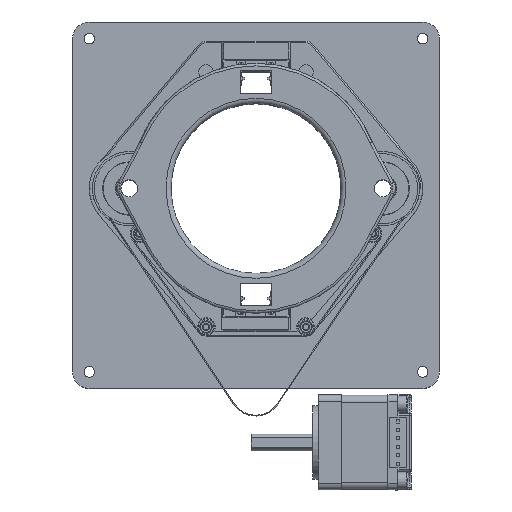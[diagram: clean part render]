
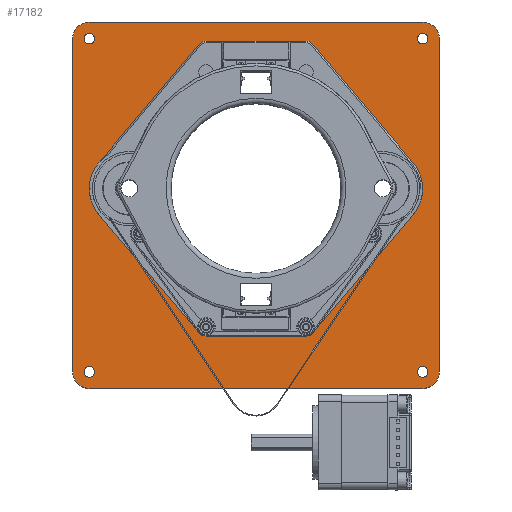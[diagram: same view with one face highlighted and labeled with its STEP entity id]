
A CAD part, top view. The second image highlights one B-rep face of the part: STEP entity #17182.
In plain terms, the highlighted planar face has unit normal (0, 0, 1).
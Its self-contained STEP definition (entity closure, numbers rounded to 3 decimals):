
#1041=PLANE('',#19143);
#2201=LINE('',#34952,#3490);
#2258=LINE('',#35134,#3547);
#2262=LINE('',#35146,#3551);
#2266=LINE('',#35158,#3555);
#2271=LINE('',#35170,#3560);
#2273=LINE('',#35176,#3562);
#2274=LINE('',#35183,#3563);
#2275=LINE('',#35187,#3564);
#2276=LINE('',#35191,#3565);
#2277=LINE('',#35195,#3566);
#3490=VECTOR('',#23782,10.);
#3547=VECTOR('',#23989,10.);
#3551=VECTOR('',#24001,10.);
#3555=VECTOR('',#24013,10.);
#3560=VECTOR('',#24026,10.);
#3562=VECTOR('',#24034,10.);
#3563=VECTOR('',#24043,10.);
#3564=VECTOR('',#24046,10.);
#3565=VECTOR('',#24049,10.);
#3566=VECTOR('',#24052,10.);
#4221=FACE_BOUND('',#6229,.T.);
#4222=FACE_BOUND('',#6230,.T.);
#4223=FACE_BOUND('',#6231,.T.);
#4224=FACE_BOUND('',#6232,.T.);
#4225=FACE_BOUND('',#6233,.T.);
#5123=FACE_OUTER_BOUND('',#6228,.T.);
#6228=EDGE_LOOP('',(#15946,#15947,#15948,#15949,#15950,#15951,#15952,#15953));
#6229=EDGE_LOOP('',(#15954));
#6230=EDGE_LOOP('',(#15955));
#6231=EDGE_LOOP('',(#15956));
#6232=EDGE_LOOP('',(#15957));
#6233=EDGE_LOOP('',(#15958,#15959,#15960,#15961,#15962,#15963,#15964,#15965,
#15966,#15967,#15968,#15969));
#7139=CIRCLE('',#19048,2.75);
#7141=CIRCLE('',#19052,12.);
#7172=CIRCLE('',#19126,2.75);
#7174=CIRCLE('',#19130,2.75);
#7176=CIRCLE('',#19134,12.);
#7178=CIRCLE('',#19138,2.75);
#7181=CIRCLE('',#19144,5.);
#7182=CIRCLE('',#19145,5.);
#7183=CIRCLE('',#19146,5.);
#7184=CIRCLE('',#19147,5.);
#7185=CIRCLE('',#19148,1.6);
#7186=CIRCLE('',#19149,1.6);
#7187=CIRCLE('',#19150,1.6);
#7188=CIRCLE('',#19151,1.6);
#8743=VERTEX_POINT('',#34944);
#8744=VERTEX_POINT('',#34946);
#8745=VERTEX_POINT('',#34950);
#8748=VERTEX_POINT('',#34958);
#8795=VERTEX_POINT('',#35133);
#8797=VERTEX_POINT('',#35139);
#8799=VERTEX_POINT('',#35145);
#8801=VERTEX_POINT('',#35151);
#8803=VERTEX_POINT('',#35157);
#8805=VERTEX_POINT('',#35163);
#8806=VERTEX_POINT('',#35168);
#8807=VERTEX_POINT('',#35172);
#8808=VERTEX_POINT('',#35181);
#8809=VERTEX_POINT('',#35182);
#8810=VERTEX_POINT('',#35184);
#8811=VERTEX_POINT('',#35186);
#8812=VERTEX_POINT('',#35188);
#8813=VERTEX_POINT('',#35190);
#8814=VERTEX_POINT('',#35192);
#8815=VERTEX_POINT('',#35194);
#8816=VERTEX_POINT('',#35197);
#8817=VERTEX_POINT('',#35199);
#8818=VERTEX_POINT('',#35201);
#8819=VERTEX_POINT('',#35203);
#11099=EDGE_CURVE('',#8744,#8743,#7139,.T.);
#11102=EDGE_CURVE('',#8743,#8745,#2201,.T.);
#11106=EDGE_CURVE('',#8745,#8748,#7141,.T.);
#11191=EDGE_CURVE('',#8748,#8795,#2258,.T.);
#11194=EDGE_CURVE('',#8795,#8797,#7172,.T.);
#11197=EDGE_CURVE('',#8797,#8799,#2262,.T.);
#11200=EDGE_CURVE('',#8799,#8801,#7174,.T.);
#11203=EDGE_CURVE('',#8801,#8803,#2266,.T.);
#11206=EDGE_CURVE('',#8803,#8805,#7176,.T.);
#11210=EDGE_CURVE('',#8805,#8806,#2271,.T.);
#11212=EDGE_CURVE('',#8806,#8807,#7178,.T.);
#11213=EDGE_CURVE('',#8807,#8744,#2273,.T.);
#11216=EDGE_CURVE('',#8808,#8809,#2274,.T.);
#11217=EDGE_CURVE('',#8809,#8810,#7181,.T.);
#11218=EDGE_CURVE('',#8810,#8811,#2275,.T.);
#11219=EDGE_CURVE('',#8811,#8812,#7182,.T.);
#11220=EDGE_CURVE('',#8812,#8813,#2276,.T.);
#11221=EDGE_CURVE('',#8813,#8814,#7183,.T.);
#11222=EDGE_CURVE('',#8814,#8815,#2277,.T.);
#11223=EDGE_CURVE('',#8815,#8808,#7184,.T.);
#11224=EDGE_CURVE('',#8816,#8816,#7185,.T.);
#11225=EDGE_CURVE('',#8817,#8817,#7186,.T.);
#11226=EDGE_CURVE('',#8818,#8818,#7187,.T.);
#11227=EDGE_CURVE('',#8819,#8819,#7188,.T.);
#15946=ORIENTED_EDGE('',*,*,#11216,.T.);
#15947=ORIENTED_EDGE('',*,*,#11217,.T.);
#15948=ORIENTED_EDGE('',*,*,#11218,.T.);
#15949=ORIENTED_EDGE('',*,*,#11219,.T.);
#15950=ORIENTED_EDGE('',*,*,#11220,.T.);
#15951=ORIENTED_EDGE('',*,*,#11221,.T.);
#15952=ORIENTED_EDGE('',*,*,#11222,.T.);
#15953=ORIENTED_EDGE('',*,*,#11223,.T.);
#15954=ORIENTED_EDGE('',*,*,#11224,.T.);
#15955=ORIENTED_EDGE('',*,*,#11225,.T.);
#15956=ORIENTED_EDGE('',*,*,#11226,.T.);
#15957=ORIENTED_EDGE('',*,*,#11227,.T.);
#15958=ORIENTED_EDGE('',*,*,#11106,.T.);
#15959=ORIENTED_EDGE('',*,*,#11191,.T.);
#15960=ORIENTED_EDGE('',*,*,#11194,.T.);
#15961=ORIENTED_EDGE('',*,*,#11197,.T.);
#15962=ORIENTED_EDGE('',*,*,#11200,.T.);
#15963=ORIENTED_EDGE('',*,*,#11203,.T.);
#15964=ORIENTED_EDGE('',*,*,#11206,.T.);
#15965=ORIENTED_EDGE('',*,*,#11210,.T.);
#15966=ORIENTED_EDGE('',*,*,#11212,.T.);
#15967=ORIENTED_EDGE('',*,*,#11213,.T.);
#15968=ORIENTED_EDGE('',*,*,#11099,.T.);
#15969=ORIENTED_EDGE('',*,*,#11102,.T.);
#17182=ADVANCED_FACE('',(#5123,#4221,#4222,#4223,#4224,#4225),#1041,.T.);
#19048=AXIS2_PLACEMENT_3D('',#34947,#23776,#23777);
#19052=AXIS2_PLACEMENT_3D('',#34960,#23789,#23790);
#19126=AXIS2_PLACEMENT_3D('',#35140,#23994,#23995);
#19130=AXIS2_PLACEMENT_3D('',#35152,#24006,#24007);
#19134=AXIS2_PLACEMENT_3D('',#35164,#24018,#24019);
#19138=AXIS2_PLACEMENT_3D('',#35174,#24030,#24031);
#19143=AXIS2_PLACEMENT_3D('',#35180,#24041,#24042);
#19144=AXIS2_PLACEMENT_3D('',#35185,#24044,#24045);
#19145=AXIS2_PLACEMENT_3D('',#35189,#24047,#24048);
#19146=AXIS2_PLACEMENT_3D('',#35193,#24050,#24051);
#19147=AXIS2_PLACEMENT_3D('',#35196,#24053,#24054);
#19148=AXIS2_PLACEMENT_3D('',#35198,#24055,#24056);
#19149=AXIS2_PLACEMENT_3D('',#35200,#24057,#24058);
#19150=AXIS2_PLACEMENT_3D('',#35202,#24059,#24060);
#19151=AXIS2_PLACEMENT_3D('',#35204,#24061,#24062);
#23776=DIRECTION('center_axis',(0.,0.,-1.));
#23777=DIRECTION('ref_axis',(0.,-1.,0.));
#23782=DIRECTION('',(0.646,-0.763,0.));
#23789=DIRECTION('center_axis',(0.,0.,-1.));
#23790=DIRECTION('ref_axis',(-1.,0.,0.));
#23989=DIRECTION('',(-0.646,-0.763,0.));
#23994=DIRECTION('center_axis',(0.,0.,-1.));
#23995=DIRECTION('ref_axis',(0.,-1.,0.));
#24001=DIRECTION('',(-1.,0.,0.));
#24006=DIRECTION('center_axis',(0.,0.,-1.));
#24007=DIRECTION('ref_axis',(0.,1.,0.));
#24013=DIRECTION('',(-0.646,0.763,0.));
#24018=DIRECTION('center_axis',(0.,0.,-1.));
#24019=DIRECTION('ref_axis',(-1.,0.,0.));
#24026=DIRECTION('',(0.646,0.763,0.));
#24030=DIRECTION('center_axis',(0.,0.,-1.));
#24031=DIRECTION('ref_axis',(0.,1.,0.));
#24034=DIRECTION('',(1.,0.,0.));
#24041=DIRECTION('center_axis',(0.,0.,1.));
#24042=DIRECTION('ref_axis',(-1.,0.,0.));
#24043=DIRECTION('',(0.,-1.,0.));
#24044=DIRECTION('center_axis',(0.,0.,1.));
#24045=DIRECTION('ref_axis',(-1.,0.,0.));
#24046=DIRECTION('',(1.,0.,0.));
#24047=DIRECTION('center_axis',(0.,0.,1.));
#24048=DIRECTION('ref_axis',(0.,-1.,0.));
#24049=DIRECTION('',(0.,1.,0.));
#24050=DIRECTION('center_axis',(0.,0.,1.));
#24051=DIRECTION('ref_axis',(1.,0.,0.));
#24052=DIRECTION('',(-1.,0.,0.));
#24053=DIRECTION('center_axis',(0.,0.,1.));
#24054=DIRECTION('ref_axis',(0.,1.,0.));
#24055=DIRECTION('center_axis',(0.,0.,-1.));
#24056=DIRECTION('ref_axis',(-1.,0.,0.));
#24057=DIRECTION('center_axis',(0.,0.,-1.));
#24058=DIRECTION('ref_axis',(-1.,0.,0.));
#24059=DIRECTION('center_axis',(0.,0.,-1.));
#24060=DIRECTION('ref_axis',(-1.,0.,0.));
#24061=DIRECTION('center_axis',(0.,0.,-1.));
#24062=DIRECTION('ref_axis',(-1.,0.,0.));
#34944=CARTESIAN_POINT('',(17.099,43.276,10.));
#34946=CARTESIAN_POINT('',(15.,44.25,10.));
#34947=CARTESIAN_POINT('Origin',(15.,41.5,10.));
#34950=CARTESIAN_POINT('',(47.003,7.934,10.));
#34952=CARTESIAN_POINT('',(40.387,15.754,10.));
#34958=CARTESIAN_POINT('',(47.003,-7.934,10.));
#34960=CARTESIAN_POINT('Origin',(38.,0.,
10.));
#35133=CARTESIAN_POINT('',(17.099,-43.276,10.));
#35134=CARTESIAN_POINT('',(22.969,-36.339,10.));
#35139=CARTESIAN_POINT('',(15.,-44.25,10.));
#35140=CARTESIAN_POINT('Origin',(15.,-41.5,10.));
#35145=CARTESIAN_POINT('',(-15.,-44.25,10.));
#35146=CARTESIAN_POINT('',(-7.5,-44.25,10.));
#35151=CARTESIAN_POINT('',(-17.099,-43.276,10.));
#35152=CARTESIAN_POINT('Origin',(-15.,-41.5,10.));
#35157=CARTESIAN_POINT('',(-47.003,-7.934,10.));
#35158=CARTESIAN_POINT('',(-37.921,-18.667,10.));
#35163=CARTESIAN_POINT('',(-47.003,7.934,10.));
#35164=CARTESIAN_POINT('Origin',(-38.,0.,
10.));
#35168=CARTESIAN_POINT('',(-17.099,43.276,10.));
#35170=CARTESIAN_POINT('',(-25.435,33.425,10.));
#35172=CARTESIAN_POINT('',(-15.,44.25,10.));
#35174=CARTESIAN_POINT('Origin',(-15.,41.5,10.));
#35176=CARTESIAN_POINT('',(7.5,44.25,10.));
#35180=CARTESIAN_POINT('Origin',(0.,-5.,10.));
#35181=CARTESIAN_POINT('',(-55.,45.,10.));
#35182=CARTESIAN_POINT('',(-55.,-55.,10.));
#35183=CARTESIAN_POINT('',(-55.,45.,10.));
#35184=CARTESIAN_POINT('',(-50.,-60.,10.));
#35185=CARTESIAN_POINT('Origin',(-50.,-55.,10.));
#35186=CARTESIAN_POINT('',(50.,-60.,10.));
#35187=CARTESIAN_POINT('',(-50.,-60.,10.));
#35188=CARTESIAN_POINT('',(55.,-55.,10.));
#35189=CARTESIAN_POINT('Origin',(50.,-55.,10.));
#35190=CARTESIAN_POINT('',(55.,45.,10.));
#35191=CARTESIAN_POINT('',(55.,-55.,10.));
#35192=CARTESIAN_POINT('',(50.,50.,10.));
#35193=CARTESIAN_POINT('Origin',(50.,45.,10.));
#35194=CARTESIAN_POINT('',(-50.,50.,10.));
#35195=CARTESIAN_POINT('',(50.,50.,10.));
#35196=CARTESIAN_POINT('Origin',(-50.,45.,10.));
#35197=CARTESIAN_POINT('',(-48.4,-55.,10.));
#35198=CARTESIAN_POINT('Origin',(-50.,-55.,10.));
#35199=CARTESIAN_POINT('',(-48.4,45.,10.));
#35200=CARTESIAN_POINT('Origin',(-50.,45.,10.));
#35201=CARTESIAN_POINT('',(51.6,45.,10.));
#35202=CARTESIAN_POINT('Origin',(50.,45.,10.));
#35203=CARTESIAN_POINT('',(51.6,-55.,10.));
#35204=CARTESIAN_POINT('Origin',(50.,-55.,10.));
